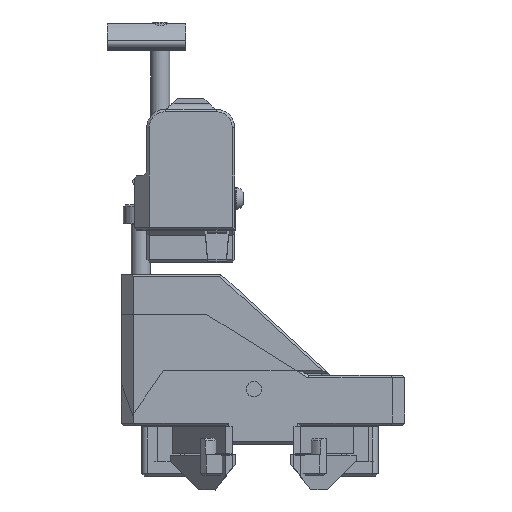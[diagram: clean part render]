
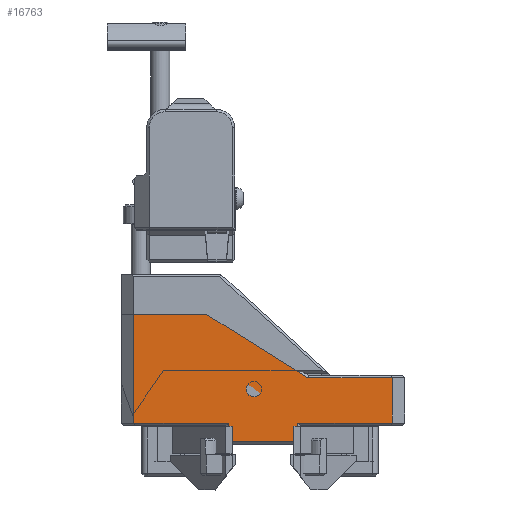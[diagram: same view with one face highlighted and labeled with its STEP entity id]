
A CAD part, top view. The second image highlights one B-rep face of the part: STEP entity #16763.
In plain terms, the highlighted planar face has unit normal (0, 0, 1).
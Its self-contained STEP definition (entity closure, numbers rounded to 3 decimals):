
#1613=FACE_OUTER_BOUND('',#2617,.T.);
#2617=EDGE_LOOP('',(#13148,#13149,#13150,#13151,#13152,#13153,#13154,#13155,
#13156,#13157,#13158,#13159));
#4104=LINE('',#26561,#6000);
#4110=LINE('',#26573,#6006);
#4113=LINE('',#26579,#6009);
#4114=LINE('',#26581,#6010);
#4115=LINE('',#26583,#6011);
#4116=LINE('',#26585,#6012);
#4117=LINE('',#26587,#6013);
#4118=LINE('',#26589,#6014);
#4119=LINE('',#26591,#6015);
#4120=LINE('',#26593,#6016);
#4121=LINE('',#26595,#6017);
#4122=LINE('',#26596,#6018);
#6000=VECTOR('',#21271,10.);
#6006=VECTOR('',#21281,10.);
#6009=VECTOR('',#21286,10.);
#6010=VECTOR('',#21287,10.);
#6011=VECTOR('',#21288,10.);
#6012=VECTOR('',#21289,10.);
#6013=VECTOR('',#21290,10.);
#6014=VECTOR('',#21291,10.);
#6015=VECTOR('',#21292,10.);
#6016=VECTOR('',#21293,10.);
#6017=VECTOR('',#21294,10.);
#6018=VECTOR('',#21295,10.);
#7693=VERTEX_POINT('',#26546);
#7698=VERTEX_POINT('',#26560);
#7702=VERTEX_POINT('',#26572);
#7704=VERTEX_POINT('',#26578);
#7705=VERTEX_POINT('',#26580);
#7706=VERTEX_POINT('',#26582);
#7707=VERTEX_POINT('',#26584);
#7708=VERTEX_POINT('',#26586);
#7709=VERTEX_POINT('',#26588);
#7710=VERTEX_POINT('',#26590);
#7711=VERTEX_POINT('',#26592);
#7712=VERTEX_POINT('',#26594);
#9619=EDGE_CURVE('',#7693,#7698,#4104,.T.);
#9625=EDGE_CURVE('',#7698,#7702,#4110,.T.);
#9628=EDGE_CURVE('',#7704,#7693,#4113,.T.);
#9629=EDGE_CURVE('',#7705,#7704,#4114,.T.);
#9630=EDGE_CURVE('',#7706,#7705,#4115,.T.);
#9631=EDGE_CURVE('',#7707,#7706,#4116,.T.);
#9632=EDGE_CURVE('',#7708,#7707,#4117,.T.);
#9633=EDGE_CURVE('',#7709,#7708,#4118,.T.);
#9634=EDGE_CURVE('',#7710,#7709,#4119,.T.);
#9635=EDGE_CURVE('',#7711,#7710,#4120,.T.);
#9636=EDGE_CURVE('',#7712,#7711,#4121,.T.);
#9637=EDGE_CURVE('',#7702,#7712,#4122,.T.);
#13148=ORIENTED_EDGE('',*,*,#9619,.F.);
#13149=ORIENTED_EDGE('',*,*,#9628,.F.);
#13150=ORIENTED_EDGE('',*,*,#9629,.F.);
#13151=ORIENTED_EDGE('',*,*,#9630,.F.);
#13152=ORIENTED_EDGE('',*,*,#9631,.F.);
#13153=ORIENTED_EDGE('',*,*,#9632,.F.);
#13154=ORIENTED_EDGE('',*,*,#9633,.F.);
#13155=ORIENTED_EDGE('',*,*,#9634,.F.);
#13156=ORIENTED_EDGE('',*,*,#9635,.F.);
#13157=ORIENTED_EDGE('',*,*,#9636,.F.);
#13158=ORIENTED_EDGE('',*,*,#9637,.F.);
#13159=ORIENTED_EDGE('',*,*,#9625,.F.);
#15915=PLANE('',#18204);
#16763=ADVANCED_FACE('',(#1613),#15915,.T.);
#18204=AXIS2_PLACEMENT_3D('',#26577,#21284,#21285);
#21271=DIRECTION('',(0.,1.,0.));
#21281=DIRECTION('',(1.,0.,0.));
#21284=DIRECTION('center_axis',(0.,0.,1.));
#21285=DIRECTION('ref_axis',(1.,0.,0.));
#21286=DIRECTION('',(-1.,0.,0.));
#21287=DIRECTION('',(0.,1.,0.));
#21288=DIRECTION('',(-0.707,0.707,0.));
#21289=DIRECTION('',(-1.,0.,0.));
#21290=DIRECTION('',(-0.707,-0.707,0.));
#21291=DIRECTION('',(0.,-1.,0.));
#21292=DIRECTION('',(-1.,0.,0.));
#21293=DIRECTION('',(0.,-1.,0.));
#21294=DIRECTION('',(1.,0.,0.));
#21295=DIRECTION('',(0.848,-0.53,0.));
#26546=CARTESIAN_POINT('',(233.5,290.4,64.036));
#26560=CARTESIAN_POINT('',(233.5,307.6,64.036));
#26561=CARTESIAN_POINT('',(233.5,290.,64.036));
#26572=CARTESIAN_POINT('',(245.085,307.6,64.036));
#26573=CARTESIAN_POINT('',(234.95,307.6,64.036));
#26577=CARTESIAN_POINT('Origin',(231.8,290.,64.036));
#26578=CARTESIAN_POINT('',(248.5,290.4,64.036));
#26579=CARTESIAN_POINT('',(242.9,290.4,64.036));
#26580=CARTESIAN_POINT('',(248.5,288.165,64.036));
#26581=CARTESIAN_POINT('',(248.5,290.,64.036));
#26582=CARTESIAN_POINT('',(249.266,287.4,64.036));
#26583=CARTESIAN_POINT('',(244.058,292.607,64.036));
#26584=CARTESIAN_POINT('',(258.734,287.4,64.036));
#26585=CARTESIAN_POINT('',(242.9,287.4,64.036));
#26586=CARTESIAN_POINT('',(259.5,288.165,64.036));
#26587=CARTESIAN_POINT('',(252.842,281.507,64.036));
#26588=CARTESIAN_POINT('',(259.5,290.4,64.036));
#26589=CARTESIAN_POINT('',(259.5,290.,64.036));
#26590=CARTESIAN_POINT('',(274.5,290.4,64.036));
#26591=CARTESIAN_POINT('',(242.9,290.4,64.036));
#26592=CARTESIAN_POINT('',(274.5,297.6,64.036));
#26593=CARTESIAN_POINT('',(274.5,290.,64.036));
#26594=CARTESIAN_POINT('',(261.085,297.6,64.036));
#26595=CARTESIAN_POINT('',(242.9,297.6,64.036));
#26596=CARTESIAN_POINT('',(246.435,306.756,64.036));
